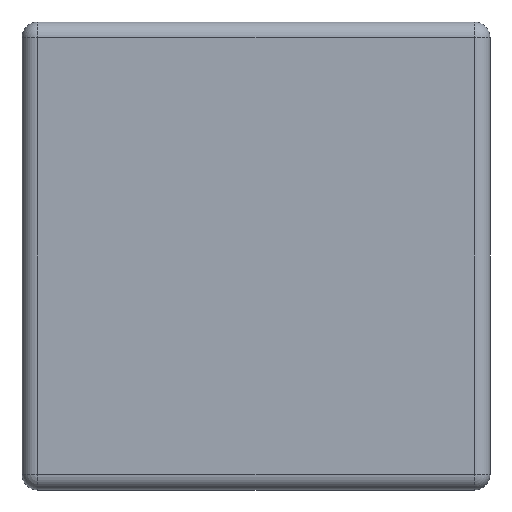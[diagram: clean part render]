
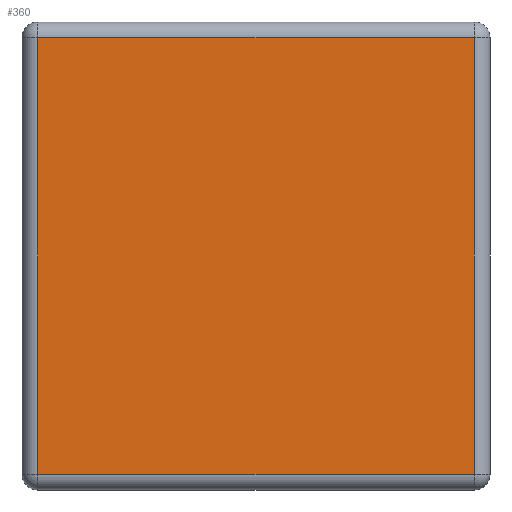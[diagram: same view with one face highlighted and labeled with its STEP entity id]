
A CAD part, front view. The second image highlights one B-rep face of the part: STEP entity #360.
In plain terms, the highlighted planar face has unit normal (0, -1, 0).
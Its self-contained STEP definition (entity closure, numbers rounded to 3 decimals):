
#20 = VECTOR ( 'NONE', #196, 1000. ) ;
#21 = AXIS2_PLACEMENT_3D ( 'NONE', #543, #1520, #619 ) ;
#28 = CARTESIAN_POINT ( 'NONE',  ( 14., 0., 15. ) ) ;
#70 = CARTESIAN_POINT ( 'NONE',  ( -14., 0., -14. ) ) ;
#196 = DIRECTION ( 'NONE',  ( 1., 0., 0. ) ) ;
#206 = CARTESIAN_POINT ( 'NONE',  ( -14., 0., 14. ) ) ;
#208 = EDGE_CURVE ( 'NONE', #1867, #1528, #765, .T. ) ;
#304 = ORIENTED_EDGE ( 'NONE', *, *, #208, .T. ) ;
#336 = LINE ( 'NONE', #1087, #1499 ) ;
#360 = ADVANCED_FACE ( 'NONE', ( #1208 ), #775, .T. ) ;
#397 = DIRECTION ( 'NONE',  ( 0., 0., 1. ) ) ;
#460 = EDGE_CURVE ( 'NONE', #1542, #1867, #810, .T. ) ;
#543 = CARTESIAN_POINT ( 'NONE',  ( 0., 0., 0. ) ) ;
#619 = DIRECTION ( 'NONE',  ( 0., 0., -1. ) ) ;
#644 = VERTEX_POINT ( 'NONE', #1174 ) ;
#713 = EDGE_CURVE ( 'NONE', #1528, #644, #806, .T. ) ;
#765 = LINE ( 'NONE', #1700, #20 ) ;
#775 = PLANE ( 'NONE',  #21 ) ;
#806 = LINE ( 'NONE', #28, #1205 ) ;
#810 = LINE ( 'NONE', #1116, #1160 ) ;
#874 = ORIENTED_EDGE ( 'NONE', *, *, #713, .T. ) ;
#965 = CARTESIAN_POINT ( 'NONE',  ( 14., 0., -14. ) ) ;
#1028 = EDGE_CURVE ( 'NONE', #644, #1542, #336, .T. ) ;
#1045 = DIRECTION ( 'NONE',  ( -1., 0., 0. ) ) ;
#1087 = CARTESIAN_POINT ( 'NONE',  ( -15., 0., 14. ) ) ;
#1116 = CARTESIAN_POINT ( 'NONE',  ( -14., 0., -15. ) ) ;
#1160 = VECTOR ( 'NONE', #1360, 1000. ) ;
#1174 = CARTESIAN_POINT ( 'NONE',  ( 14., 0., 14. ) ) ;
#1205 = VECTOR ( 'NONE', #397, 1000. ) ;
#1208 = FACE_OUTER_BOUND ( 'NONE', #1315, .T. ) ;
#1256 = ORIENTED_EDGE ( 'NONE', *, *, #1028, .T. ) ;
#1315 = EDGE_LOOP ( 'NONE', ( #1256, #1913, #304, #874 ) ) ;
#1360 = DIRECTION ( 'NONE',  ( 0., 0., -1. ) ) ;
#1499 = VECTOR ( 'NONE', #1045, 1000. ) ;
#1520 = DIRECTION ( 'NONE',  ( 0., -1., 0. ) ) ;
#1528 = VERTEX_POINT ( 'NONE', #965 ) ;
#1542 = VERTEX_POINT ( 'NONE', #206 ) ;
#1700 = CARTESIAN_POINT ( 'NONE',  ( 15., 0., -14. ) ) ;
#1867 = VERTEX_POINT ( 'NONE', #70 ) ;
#1913 = ORIENTED_EDGE ( 'NONE', *, *, #460, .T. ) ;
